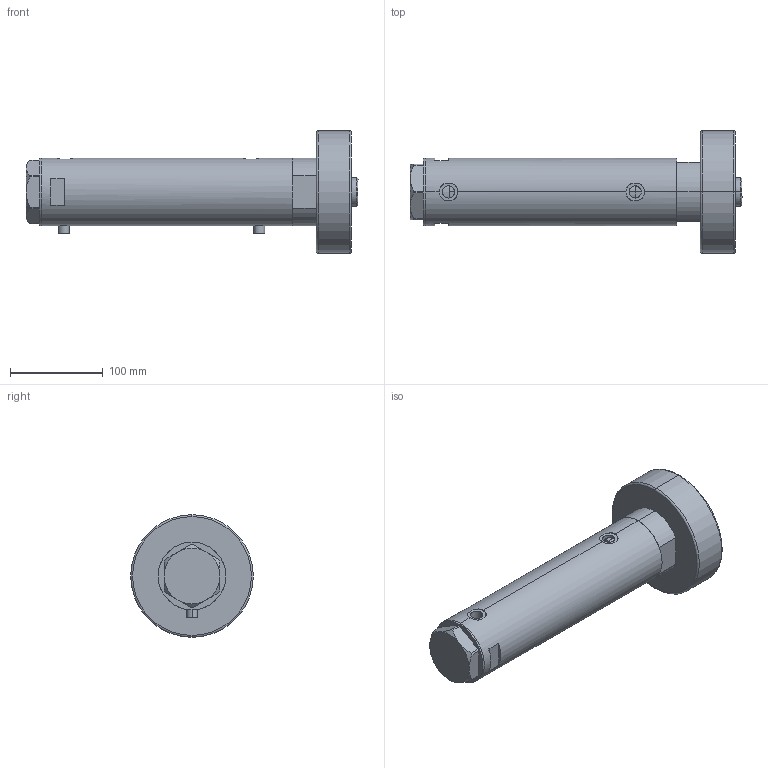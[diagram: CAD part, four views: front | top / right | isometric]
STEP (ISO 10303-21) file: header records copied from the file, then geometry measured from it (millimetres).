
FILE_DESCRIPTION (( 'STEP AP203' ), '1' );
FILE_NAME ('fcb8.STEP', '2025-10-08T11:19:44', ( '' ), ( '' ), 'SwSTEP 2.0', 'SolidWorks 2019', '' );
FILE_SCHEMA (( 'CONFIG_CONTROL_DESIGN' ));
Length unit declared in the file: millimetre
Products named in the file (6): V270CG_VC 400431eb6c68f2f7dc50e3e8e1c6a5a4; fcb8; V270CG_FRONT 400431eb6c68f2f7dc50e3e8e1c6a5a4; V270CG_BACK 400431eb6c68f2f7dc50e3e8e1c6a5a4; V270CG_271C 400431eb6c68f2f7dc50e3e8e1c6a5a4; V270CG_MIDDLE 400431eb6c68f2f7dc50e3e8e1c6a5a4
Assembly tree (5 placements, depth 2):
  fcb8
    V270CG_MIDDLE 400431eb6c68f2f7dc50e3e8e1c6a5a4
    V270CG_BACK 400431eb6c68f2f7dc50e3e8e1c6a5a4
    V270CG_FRONT 400431eb6c68f2f7dc50e3e8e1c6a5a4
    V270CG_VC 400431eb6c68f2f7dc50e3e8e1c6a5a4
    V270CG_271C 400431eb6c68f2f7dc50e3e8e1c6a5a4
Bounding box: 357.5 x 132 x 132 mm (x, y, z)
Volume: 1658863.5 mm3; surface area: 242555.4 mm2
Topology: 5 solids, 5 shells, 130 faces, 297 edges, 183 vertices
Faces by surface type: cylinder 55, plane 51, cone 16, torus 8
Entity records: 4841 total; most frequent: CARTESIAN_POINT 1234, DIRECTION 669, ORIENTED_EDGE 590, EDGE_CURVE 295, AXIS2_PLACEMENT_3D 274, VERTEX_POINT 183, EDGE_LOOP 148, CIRCLE 136
